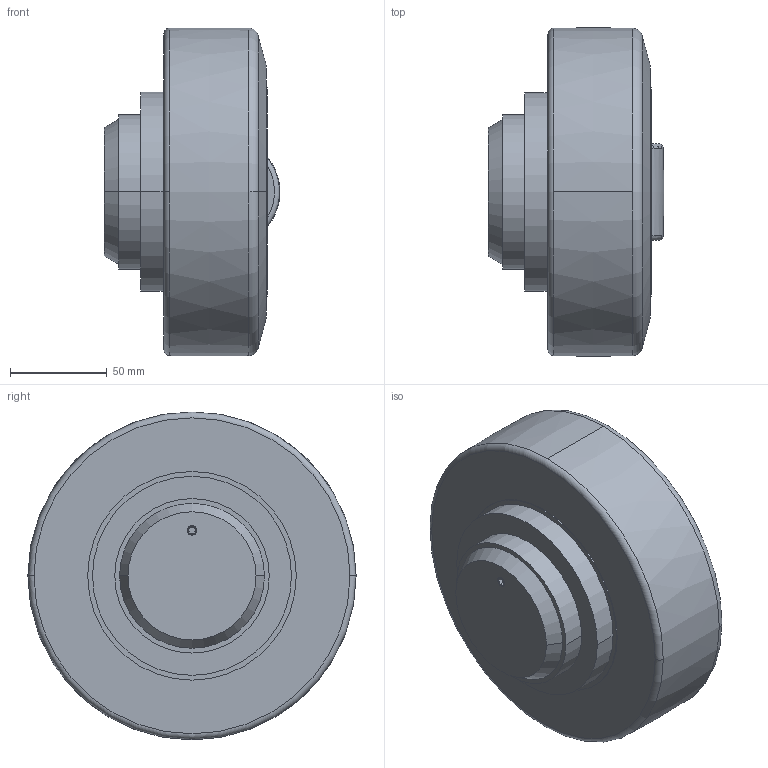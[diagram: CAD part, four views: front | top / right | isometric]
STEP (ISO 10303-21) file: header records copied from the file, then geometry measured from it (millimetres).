
FILE_DESCRIPTION(('STEP AP203'),'1');
FILE_NAME('4_464_7.stp','2024-06-03T11:43:14',('TraceParts'),('TraceParts S.A.'),'Spatial InterOp 3D',' ',' ');
FILE_SCHEMA(('CONFIG_CONTROL_DESIGN'));
Length unit declared in the file: millimetre
Products named in the file (1): 1
Bounding box: 91 x 170 x 169.77 mm (x, y, z)
Volume: 1364430 mm3; surface area: 85143.7 mm2
Topology: 2 solids, 2 shells, 81 faces, 193 edges, 124 vertices
Faces by surface type: plane 30, cylinder 28, torus 11, cone 10, bspline 2
Entity records: 2780 total; most frequent: CARTESIAN_POINT 837, DIRECTION 424, ORIENTED_EDGE 374, EDGE_CURVE 187, AXIS2_PLACEMENT_3D 176, VERTEX_POINT 124, CIRCLE 96, EDGE_LOOP 95
